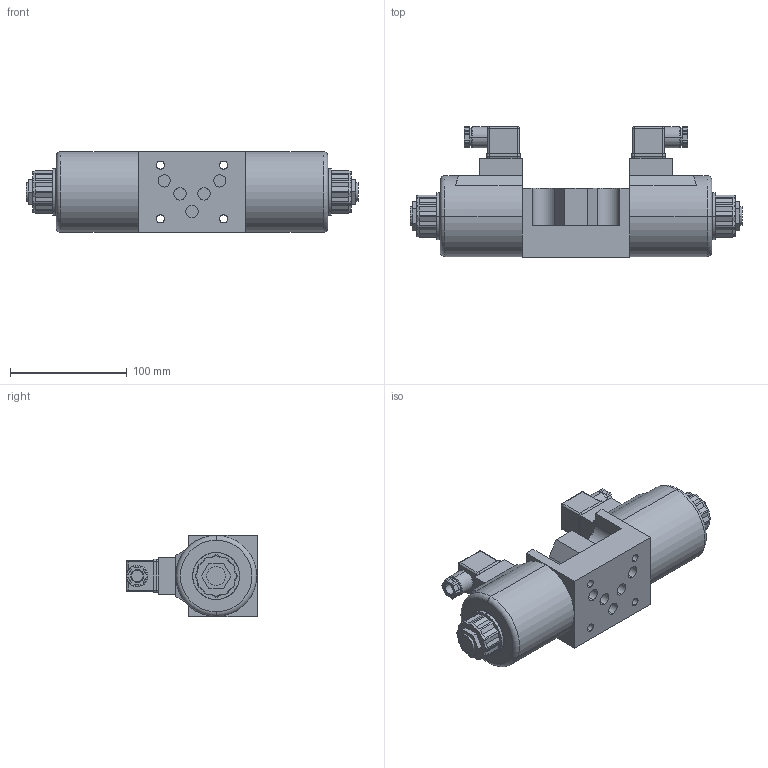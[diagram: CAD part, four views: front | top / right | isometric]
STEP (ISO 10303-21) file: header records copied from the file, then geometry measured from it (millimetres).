
FILE_DESCRIPTION (( 'STEP AP214' ), '1' );
FILE_NAME ('DSG 03 3C4 D24.STEP', '2018-04-18T10:51:20', ( '' ), ( '' ), 'SwSTEP 2.0', 'SolidWorks 2017', '' );
FILE_SCHEMA (( 'AUTOMOTIVE_DESIGN' ));
Length unit declared in the file: millimetre
Products named in the file (5): Yuken 03 DC Coil Locknut; 03 DC Coil; DSG 03 3C4 D24; Standard Hershman Connector; 03 Valve Body_Double Solenoid DC
Assembly tree (7 placements, depth 2):
  DSG 03 3C4 D24
    03 Valve Body_Double Solenoid DC
    03 DC Coil  x2
    Standard Hershman Connector  x2
    Yuken 03 DC Coil Locknut  x2
Bounding box: 284 x 111.92 x 70 mm (x, y, z)
Volume: 952903.9 mm3; surface area: 140759.3 mm2
Topology: 7 solids, 7 shells, 1197 faces, 3326 edges, 2162 vertices
Faces by surface type: plane 1051, cylinder 118, torus 20, sphere 8
Entity records: 20285 total; most frequent: DIRECTION 3542, CARTESIAN_POINT 3525, ORIENTED_EDGE 3462, EDGE_CURVE 1731, VECTOR 1190, LINE 1190, AXIS2_PLACEMENT_3D 1176, VERTEX_POINT 1129
